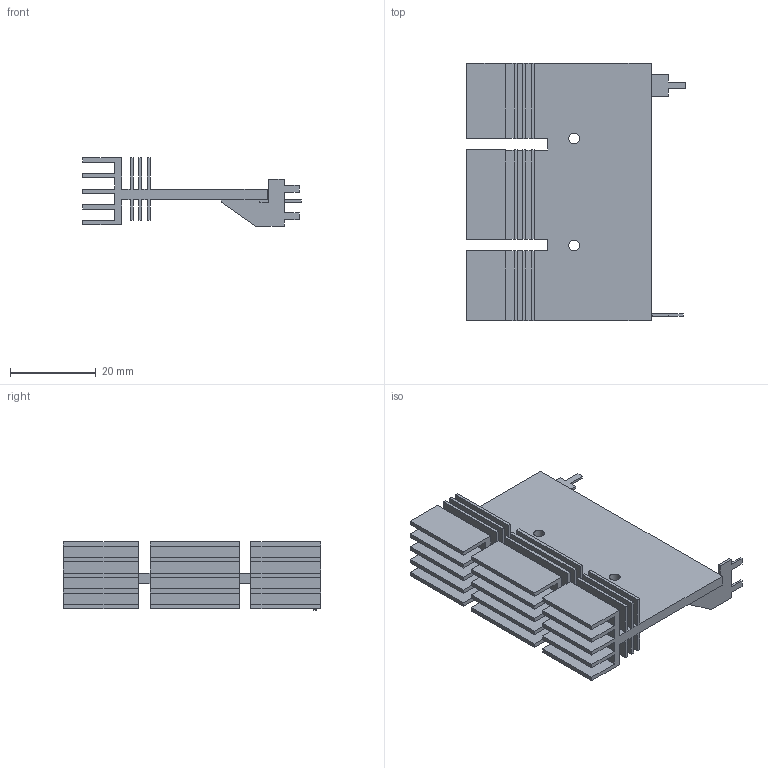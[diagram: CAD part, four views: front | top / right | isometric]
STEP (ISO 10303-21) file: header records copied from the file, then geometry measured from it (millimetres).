
FILE_DESCRIPTION(/* description */ (''),/* implementation_level */ '2;1');
FILE_NAME(/* name */ 'Disipador v2.step',/* time_stamp */ '2024-06-28T15:44:59-03:00',/* author */ (''),/* organization */ (''),/* preprocessor_version */ 'ST-DEVELOPER v20',/* originating_system */ 'Autodesk Translation Framework v13.14.0.145',/* authorisation */ '');
FILE_SCHEMA (('AUTOMOTIVE_DESIGN { 1 0 10303 214 3 1 1 }'));
Length unit declared in the file: millimetre
Products named in the file (1): Disipador
Bounding box: 51.1 x 60 x 15.95 mm (x, y, z)
Volume: 9858.5 mm3; surface area: 15049.3 mm2
Topology: 1 solids, 1 shells, 180 faces, 525 edges, 348 vertices
Faces by surface type: plane 176, cone 2, cylinder 2
Full cylindrical faces by diameter (mm): 2.5 x2
Entity records: 5868 total; most frequent: CARTESIAN_POINT 1054, ORIENTED_EDGE 1050, DIRECTION 893, EDGE_CURVE 525, LINE 519, VECTOR 519, VERTEX_POINT 348, AXIS2_PLACEMENT_3D 187
